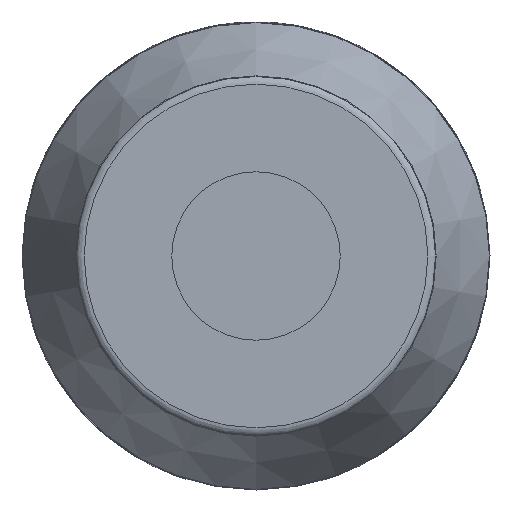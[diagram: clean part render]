
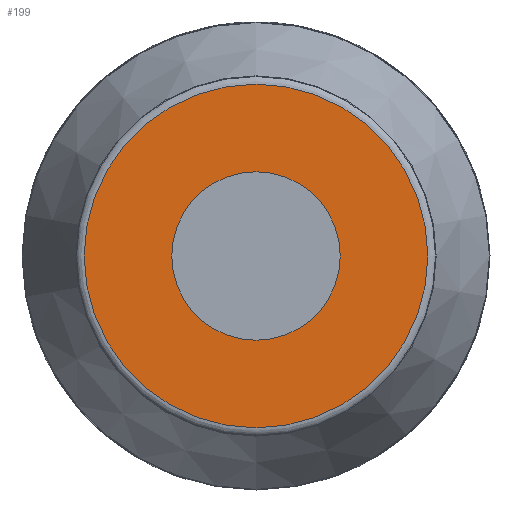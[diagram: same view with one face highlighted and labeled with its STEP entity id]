
A CAD part, left-side view. The second image highlights one B-rep face of the part: STEP entity #199.
In plain terms, the highlighted planar face has unit normal (-1, 0, 0).
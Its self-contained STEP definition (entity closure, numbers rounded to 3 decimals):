
#149=FACE_BOUND('',#286,.T.);
#150=FACE_BOUND('',#287,.T.);
#199=ADVANCED_FACE('',(#149,#150),#245,.F.);
#245=PLANE('',#680);
#286=EDGE_LOOP('',(#358));
#287=EDGE_LOOP('',(#359));
#358=ORIENTED_EDGE('',*,*,#569,.F.);
#359=ORIENTED_EDGE('',*,*,#570,.T.);
#510=VERTEX_POINT('',#929);
#511=VERTEX_POINT('',#931);
#569=EDGE_CURVE('',#510,#510,#645,.T.);
#570=EDGE_CURVE('',#511,#511,#646,.T.);
#645=CIRCLE('',#678,18.356);
#646=CIRCLE('',#679,9.);
#678=AXIS2_PLACEMENT_3D('',#928,#757,#758);
#679=AXIS2_PLACEMENT_3D('',#930,#759,#760);
#680=AXIS2_PLACEMENT_3D('',#932,#761,#762);
#757=DIRECTION('',(1.,0.,0.));
#758=DIRECTION('',(0.,0.,-1.));
#759=DIRECTION('',(1.,0.,0.));
#760=DIRECTION('',(0.,0.,-1.));
#761=DIRECTION('',(1.,0.,0.));
#762=DIRECTION('',(0.,0.,-1.));
#928=CARTESIAN_POINT('',(0.,0.,0.));
#929=CARTESIAN_POINT('',(0.,0.,-18.356));
#930=CARTESIAN_POINT('',(0.,0.,0.));
#931=CARTESIAN_POINT('',(0.,0.,-9.));
#932=CARTESIAN_POINT('',(0.,0.,0.));
